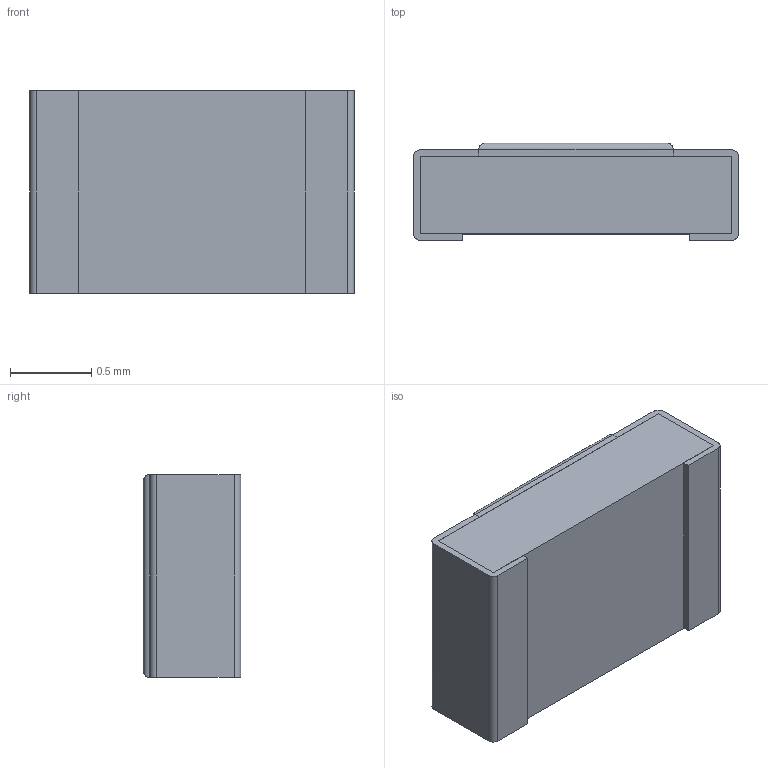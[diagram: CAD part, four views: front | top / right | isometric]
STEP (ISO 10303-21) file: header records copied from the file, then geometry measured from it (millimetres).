
FILE_DESCRIPTION (( 'STEP AP214' ), '1' );
FILE_NAME ('RK732ABlue.STEP', '2023-03-14T12:32:48', ( '' ), ( '' ), 'SwSTEP 2.0', 'SolidWorks 2021', '' );
FILE_SCHEMA (( 'AUTOMOTIVE_DESIGN' ));
Length unit declared in the file: millimetre
Products named in the file (1): RK732ABlue
Bounding box: 2 x 0.6 x 1.25 mm (x, y, z)
Volume: 1.4 mm3; surface area: 17.4 mm2
Topology: 4 solids, 4 shells, 40 faces, 92 edges, 60 vertices
Faces by surface type: plane 32, cylinder 8
Entity records: 1173 total; most frequent: CARTESIAN_POINT 205, ORIENTED_EDGE 184, DIRECTION 178, EDGE_CURVE 92, LINE 80, VECTOR 80, VERTEX_POINT 60, AXIS2_PLACEMENT_3D 49
